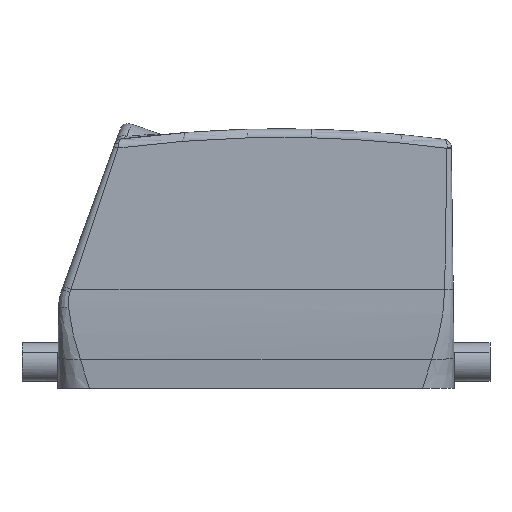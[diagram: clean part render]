
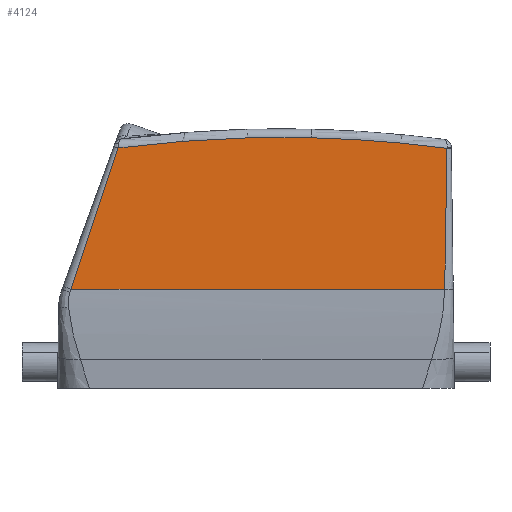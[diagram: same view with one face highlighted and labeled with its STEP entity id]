
A CAD part, left-side view. The second image highlights one B-rep face of the part: STEP entity #4124.
In plain terms, the highlighted planar face has unit normal (-1, 0, 0).
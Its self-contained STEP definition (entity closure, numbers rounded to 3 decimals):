
#4103=AXIS2_PLACEMENT_3D('Plane Axis2P3D',#4100,#4101,#4102) ;
#4107=AXIS2_PLACEMENT_3D('Circle Axis2P3D',#4105,#4106,$) ;
#4114=AXIS2_PLACEMENT_3D('Circle Axis2P3D',#4112,#4113,$) ;
#2039=CARTESIAN_POINT('Line Origine',(0.,53.562,23.338)) ;
#2043=CARTESIAN_POINT('Vertex',(0.,98.506,23.338)) ;
#2045=CARTESIAN_POINT('Vertex',(0.,10.654,23.338)) ;
#2389=CARTESIAN_POINT('Vertex',(0.,87.44,56.51)) ;
#2393=CARTESIAN_POINT('Control Point',(0.,87.44,56.51)) ;
#2394=CARTESIAN_POINT('Control Point',(0.,88.602,53.209)) ;
#2395=CARTESIAN_POINT('Control Point',(0.,89.747,49.917)) ;
#2396=CARTESIAN_POINT('Control Point',(0.,90.878,46.601)) ;
#2397=CARTESIAN_POINT('Control Point',(0.,93.109,39.973)) ;
#2398=CARTESIAN_POINT('Control Point',(0.,95.3,33.325)) ;
#2399=CARTESIAN_POINT('Control Point',(0.,96.386,30.002)) ;
#2400=CARTESIAN_POINT('Control Point',(0.,97.463,26.676)) ;
#2401=CARTESIAN_POINT('Control Point',(0.,98.506,23.338)) ;
#3193=CARTESIAN_POINT('Vertex',(0.,10.11,56.451)) ;
#3197=CARTESIAN_POINT('Control Point',(0.,10.11,56.451)) ;
#3198=CARTESIAN_POINT('Control Point',(0.,10.108,55.233)) ;
#3199=CARTESIAN_POINT('Control Point',(0.,10.109,54.025)) ;
#3200=CARTESIAN_POINT('Control Point',(0.,10.111,52.817)) ;
#3201=CARTESIAN_POINT('Control Point',(0.,10.131,47.972)) ;
#3202=CARTESIAN_POINT('Control Point',(0.,10.187,43.126)) ;
#3203=CARTESIAN_POINT('Control Point',(0.,10.247,39.518)) ;
#3204=CARTESIAN_POINT('Control Point',(0.,10.347,34.117)) ;
#3205=CARTESIAN_POINT('Control Point',(0.,10.481,28.717)) ;
#3206=CARTESIAN_POINT('Control Point',(0.,10.53,26.924)) ;
#3207=CARTESIAN_POINT('Control Point',(0.,10.587,25.131)) ;
#3208=CARTESIAN_POINT('Control Point',(0.,10.654,23.338)) ;
#4100=CARTESIAN_POINT('Axis2P3D Location',(0.,-16.023,-38.501)) ;
#4105=CARTESIAN_POINT('Axis2P3D Location',(0.,49.,-239.)) ;
#4109=CARTESIAN_POINT('Vertex',(0.,42.018,58.918)) ;
#4112=CARTESIAN_POINT('Axis2P3D Location',(0.,49.,-239.)) ;
#2040=DIRECTION('Vector Direction',(0.,-1.,0.)) ;
#4101=DIRECTION('Axis2P3D Direction',(-1.,0.,0.)) ;
#4102=DIRECTION('Axis2P3D XDirection',(0.,-0.317,0.949)) ;
#4106=DIRECTION('Axis2P3D Direction',(-1.,0.,0.)) ;
#4113=DIRECTION('Axis2P3D Direction',(-1.,0.,0.)) ;
#2041=VECTOR('Line Direction',#2040,1.) ;
#4118=ORIENTED_EDGE('',*,*,#2402,.F.) ;
#4119=ORIENTED_EDGE('',*,*,#2047,.T.) ;
#4120=ORIENTED_EDGE('',*,*,#3209,.T.) ;
#4121=ORIENTED_EDGE('',*,*,#4111,.F.) ;
#4122=ORIENTED_EDGE('',*,*,#4116,.F.) ;
#4124=ADVANCED_FACE('Hood',(#4123),#4104,.T.) ;
#2392=B_SPLINE_CURVE_WITH_KNOTS('',5,(#2393,#2394,#2395,#2396,#2397,#2398,#2399,#2400,#2401),.UNSPECIFIED.,.F.,.U.,(6,3,6),(67.431,84.914,102.396),.UNSPECIFIED.) ;
#3196=B_SPLINE_CURVE_WITH_KNOTS('',5,(#3197,#3198,#3199,#3200,#3201,#3202,#3203,#3204,#3205,#3206,#3207,#3208),.UNSPECIFIED.,.F.,.U.,(6,3,3,6),(26.395,32.569,50.563,59.508),.UNSPECIFIED.) ;
#4108=CIRCLE('generated circle',#4107,298.) ;
#4115=CIRCLE('generated circle',#4114,298.) ;
#2047=EDGE_CURVE('',#2044,#2046,#2042,.T.) ;
#2402=EDGE_CURVE('',#2044,#2390,#2392,.F.) ;
#3209=EDGE_CURVE('',#2046,#3194,#3196,.F.) ;
#4111=EDGE_CURVE('',#4110,#3194,#4108,.F.) ;
#4116=EDGE_CURVE('',#2390,#4110,#4115,.F.) ;
#4117=EDGE_LOOP('',(#4118,#4119,#4120,#4121,#4122)) ;
#4123=FACE_OUTER_BOUND('',#4117,.T.) ;
#2042=LINE('Line',#2039,#2041) ;
#4104=PLANE('',#4103) ;
#2044=VERTEX_POINT('',#2043) ;
#2046=VERTEX_POINT('',#2045) ;
#2390=VERTEX_POINT('',#2389) ;
#3194=VERTEX_POINT('',#3193) ;
#4110=VERTEX_POINT('',#4109) ;
